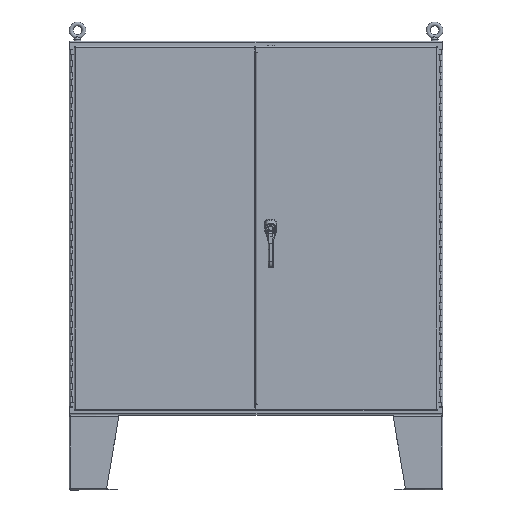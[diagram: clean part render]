
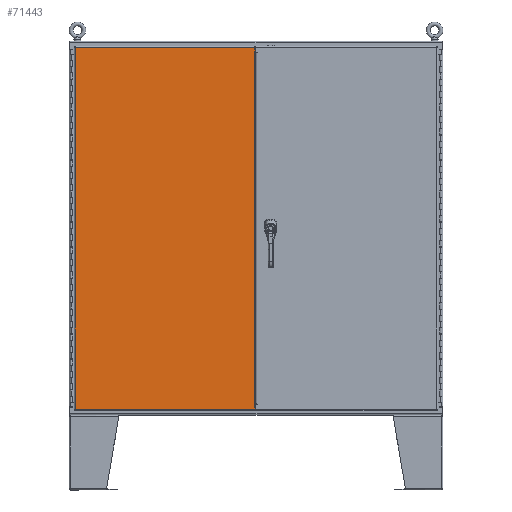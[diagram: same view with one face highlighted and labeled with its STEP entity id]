
A CAD part, top view. The second image highlights one B-rep face of the part: STEP entity #71443.
In plain terms, the highlighted face is planar.
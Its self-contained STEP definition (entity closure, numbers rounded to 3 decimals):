
#12243=PLANE('',#75813);
#13681=FACE_OUTER_BOUND('',#16830,.T.);
#16830=EDGE_LOOP('',(#56439,#56440,#56441,#56442,#56443,#56444,#56445,#56446,
#56447,#56448,#56449,#56450));
#20285=LINE('',#102975,#25687);
#20288=LINE('',#102985,#25690);
#20291=LINE('',#102992,#25693);
#20295=LINE('',#102999,#25697);
#20297=LINE('',#103003,#25699);
#20298=LINE('',#103005,#25700);
#20299=LINE('',#103007,#25701);
#20300=LINE('',#103009,#25702);
#20301=LINE('',#103011,#25703);
#20302=LINE('',#103013,#25704);
#20303=LINE('',#103015,#25705);
#20304=LINE('',#103016,#25706);
#25687=VECTOR('',#83586,0.394);
#25690=VECTOR('',#83599,0.394);
#25693=VECTOR('',#83604,0.394);
#25697=VECTOR('',#83610,0.394);
#25699=VECTOR('',#83614,0.394);
#25700=VECTOR('',#83615,0.394);
#25701=VECTOR('',#83616,0.394);
#25702=VECTOR('',#83617,0.394);
#25703=VECTOR('',#83618,0.394);
#25704=VECTOR('',#83619,0.394);
#25705=VECTOR('',#83620,0.394);
#25706=VECTOR('',#83621,0.394);
#34722=VERTEX_POINT('',#102962);
#34723=VERTEX_POINT('',#102974);
#34725=VERTEX_POINT('',#102984);
#34727=VERTEX_POINT('',#102990);
#34728=VERTEX_POINT('',#102991);
#34731=VERTEX_POINT('',#103002);
#34732=VERTEX_POINT('',#103004);
#34733=VERTEX_POINT('',#103006);
#34734=VERTEX_POINT('',#103008);
#34735=VERTEX_POINT('',#103010);
#34736=VERTEX_POINT('',#103012);
#34737=VERTEX_POINT('',#103014);
#44546=EDGE_CURVE('',#34723,#34722,#20285,.T.);
#44551=EDGE_CURVE('',#34725,#34723,#20288,.T.);
#44554=EDGE_CURVE('',#34727,#34728,#20291,.T.);
#44558=EDGE_CURVE('',#34728,#34725,#20295,.T.);
#44560=EDGE_CURVE('',#34722,#34731,#20297,.T.);
#44561=EDGE_CURVE('',#34731,#34732,#20298,.T.);
#44562=EDGE_CURVE('',#34732,#34733,#20299,.T.);
#44563=EDGE_CURVE('',#34733,#34734,#20300,.T.);
#44564=EDGE_CURVE('',#34734,#34735,#20301,.T.);
#44565=EDGE_CURVE('',#34735,#34736,#20302,.T.);
#44566=EDGE_CURVE('',#34736,#34737,#20303,.T.);
#44567=EDGE_CURVE('',#34737,#34727,#20304,.T.);
#56439=ORIENTED_EDGE('',*,*,#44554,.T.);
#56440=ORIENTED_EDGE('',*,*,#44558,.T.);
#56441=ORIENTED_EDGE('',*,*,#44551,.T.);
#56442=ORIENTED_EDGE('',*,*,#44546,.T.);
#56443=ORIENTED_EDGE('',*,*,#44560,.T.);
#56444=ORIENTED_EDGE('',*,*,#44561,.T.);
#56445=ORIENTED_EDGE('',*,*,#44562,.T.);
#56446=ORIENTED_EDGE('',*,*,#44563,.T.);
#56447=ORIENTED_EDGE('',*,*,#44564,.T.);
#56448=ORIENTED_EDGE('',*,*,#44565,.T.);
#56449=ORIENTED_EDGE('',*,*,#44566,.T.);
#56450=ORIENTED_EDGE('',*,*,#44567,.T.);
#71443=ADVANCED_FACE('',(#13681),#12243,.F.);
#75813=AXIS2_PLACEMENT_3D('',#103001,#83612,#83613);
#83586=DIRECTION('',(0.,-1.,0.));
#83599=DIRECTION('',(1.,0.,0.));
#83604=DIRECTION('',(-1.,0.,0.));
#83610=DIRECTION('',(0.,-1.,0.));
#83612=DIRECTION('center_axis',(0.,0.,1.));
#83613=DIRECTION('ref_axis',(1.,0.,0.));
#83614=DIRECTION('',(-1.,0.,0.));
#83615=DIRECTION('',(0.,-1.,0.));
#83616=DIRECTION('',(1.,0.,0.));
#83617=DIRECTION('',(0.,-1.,0.));
#83618=DIRECTION('',(-1.,0.,0.));
#83619=DIRECTION('',(0.,1.,0.));
#83620=DIRECTION('',(1.,0.,0.));
#83621=DIRECTION('',(0.,-1.,0.));
#102962=CARTESIAN_POINT('',(14.438,-28.49,0.));
#102974=CARTESIAN_POINT('',(14.438,28.49,0.));
#102975=CARTESIAN_POINT('',(14.438,14.245,0.));
#102984=CARTESIAN_POINT('',(14.437,28.49,0.));
#102985=CARTESIAN_POINT('',(7.219,28.49,0.));
#102990=CARTESIAN_POINT('',(14.531,28.49,0.));
#102991=CARTESIAN_POINT('',(14.437,28.49,0.));
#102992=CARTESIAN_POINT('',(7.266,28.49,0.));
#102999=CARTESIAN_POINT('',(14.437,14.245,0.));
#103001=CARTESIAN_POINT('Origin',(0.,0.,0.));
#103002=CARTESIAN_POINT('',(14.437,-28.49,0.));
#103003=CARTESIAN_POINT('',(7.266,-28.49,0.));
#103004=CARTESIAN_POINT('',(14.437,-28.49,0.));
#103005=CARTESIAN_POINT('',(14.437,-14.245,0.));
#103006=CARTESIAN_POINT('',(14.531,-28.49,0.));
#103007=CARTESIAN_POINT('',(7.219,-28.49,0.));
#103008=CARTESIAN_POINT('',(14.531,-29.084,0.));
#103009=CARTESIAN_POINT('',(14.531,29.281,0.));
#103010=CARTESIAN_POINT('',(-14.334,-29.084,0.));
#103011=CARTESIAN_POINT('',(7.266,-29.084,0.));
#103012=CARTESIAN_POINT('',(-14.334,29.084,0.));
#103013=CARTESIAN_POINT('',(-14.334,-14.542,0.));
#103014=CARTESIAN_POINT('',(14.531,29.084,0.));
#103015=CARTESIAN_POINT('',(-7.266,29.084,0.));
#103016=CARTESIAN_POINT('',(14.531,29.281,0.));
